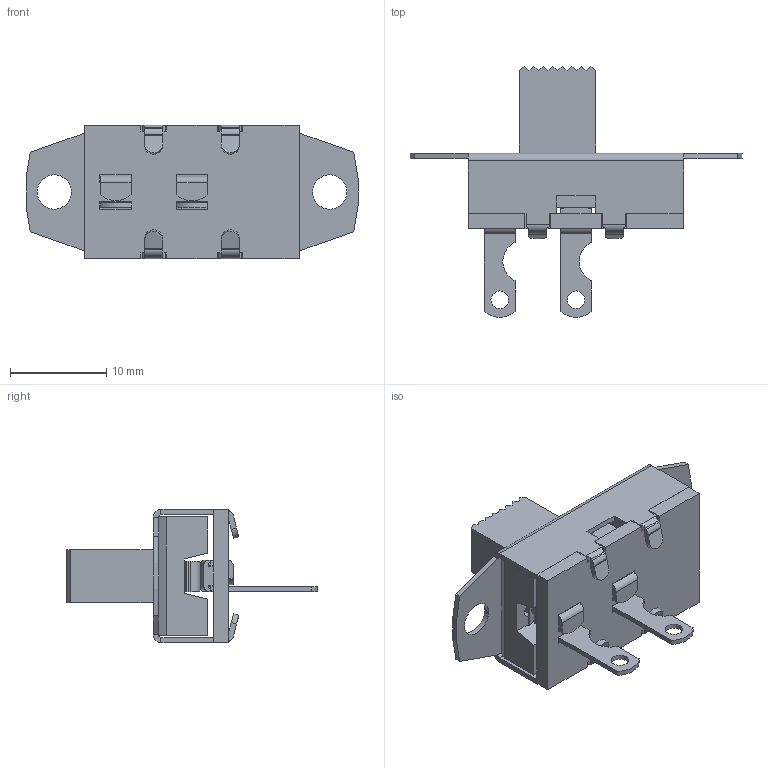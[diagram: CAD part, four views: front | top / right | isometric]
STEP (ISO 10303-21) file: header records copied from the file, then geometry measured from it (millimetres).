
FILE_DESCRIPTION(/* description */ (''),/* implementation_level */ '2;1');
FILE_NAME(/* name */ 'GF-323-0000_3D Model.stp',/* time_stamp */ '2023-09-25T11:09:28-04:00',/* author */ ('dwiltbank'),/* organization */ (''),/* preprocessor_version */ 'ST-DEVELOPER v19.2',/* originating_system */ 'Autodesk Inventor 2024',/* authorisation */ '');
FILE_SCHEMA (('AUTOMOTIVE_DESIGN { 1 0 10303 214 3 1 1 }'));
Length unit declared in the file: inch
Products named in the file (1): GF-323-0000_3D Model
Bounding box: 34.43 x 25.99 x 13.84 mm (x, y, z)
Volume: 1979.2 mm3; surface area: 3450.7 mm2
Topology: 1 solids, 1 shells, 408 faces, 1238 edges, 800 vertices
Faces by surface type: plane 291, cylinder 109, bspline 4, sphere 4
Full cylindrical faces by diameter (mm): 1.727 x2, 1.829 x2, 3.556 x2
Entity records: 14432 total; most frequent: CARTESIAN_POINT 2544, ORIENTED_EDGE 2468, DIRECTION 2322, EDGE_CURVE 1234, LINE 932, VECTOR 932, VERTEX_POINT 800, AXIS2_PLACEMENT_3D 695
